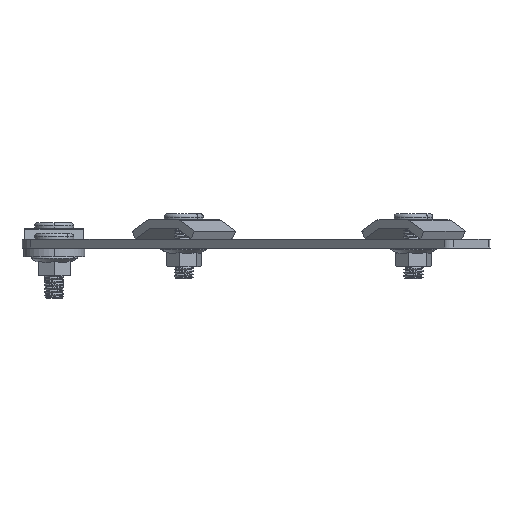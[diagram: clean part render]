
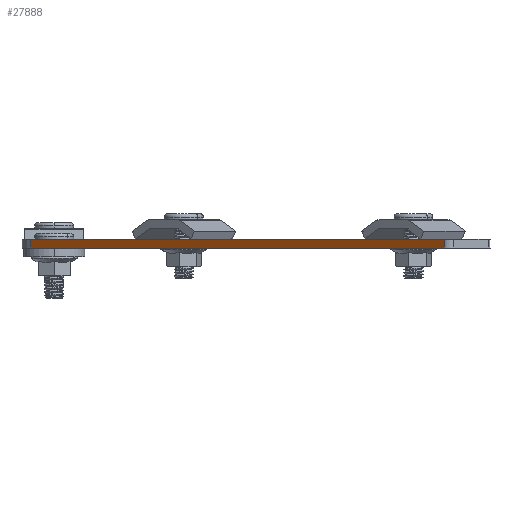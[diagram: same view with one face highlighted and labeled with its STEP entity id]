
A CAD part, left-side view. The second image highlights one B-rep face of the part: STEP entity #27888.
In plain terms, the highlighted planar face has unit normal (-0.707, 0.707, 0).
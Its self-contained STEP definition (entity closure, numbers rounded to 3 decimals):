
#344 = CARTESIAN_POINT ( 'NONE',  ( -219.343, -120.208, 1.375 ) ) ;
#584 = CARTESIAN_POINT ( 'NONE',  ( -91.993, 7.142, 4.125 ) ) ;
#1080 = CARTESIAN_POINT ( 'NONE',  ( -219.343, -120.208, 4.125 ) ) ;
#1133 = DIRECTION ( 'NONE',  ( -0.707, -0.707, 0. ) ) ;
#2800 = DIRECTION ( 'NONE',  ( 0.707, -0.707, 0. ) ) ;
#3302 = PLANE ( 'NONE',  #15321 ) ;
#3625 = EDGE_CURVE ( 'NONE', #22344, #7594, #26552, .T. ) ;
#4252 = VECTOR ( 'NONE', #1133, 1000. ) ;
#5525 = DIRECTION ( 'NONE',  ( -0.707, -0.707, 0. ) ) ;
#5653 = ORIENTED_EDGE ( 'NONE', *, *, #12166, .T. ) ;
#7594 = VERTEX_POINT ( 'NONE', #22859 ) ;
#8873 = EDGE_CURVE ( 'NONE', #17036, #19057, #13032, .T. ) ;
#9557 = VECTOR ( 'NONE', #21000, 1000. ) ;
#10108 = VECTOR ( 'NONE', #11103, 1000. ) ;
#11103 = DIRECTION ( 'NONE',  ( 0., 0., -1. ) ) ;
#11139 = ORIENTED_EDGE ( 'NONE', *, *, #8873, .T. ) ;
#12166 = EDGE_CURVE ( 'NONE', #22344, #17036, #23654, .T. ) ;
#13032 = LINE ( 'NONE', #344, #26066 ) ;
#13470 = CARTESIAN_POINT ( 'NONE',  ( -219.343, -120.208, 4.125 ) ) ;
#13953 = CARTESIAN_POINT ( 'NONE',  ( -91.993, 7.142, 1.375 ) ) ;
#13958 = EDGE_CURVE ( 'NONE', #7594, #19057, #23978, .T. ) ;
#14638 = CARTESIAN_POINT ( 'NONE',  ( -219.343, -120.208, 1.375 ) ) ;
#15321 = AXIS2_PLACEMENT_3D ( 'NONE', #13470, #2800, #21028 ) ;
#16250 = ORIENTED_EDGE ( 'NONE', *, *, #13958, .F. ) ;
#17036 = VERTEX_POINT ( 'NONE', #13953 ) ;
#17857 = ORIENTED_EDGE ( 'NONE', *, *, #3625, .F. ) ;
#19057 = VERTEX_POINT ( 'NONE', #14638 ) ;
#21000 = DIRECTION ( 'NONE',  ( 0., 0., -1. ) ) ;
#21028 = DIRECTION ( 'NONE',  ( 0.707, 0.707, 0. ) ) ;
#21201 = CARTESIAN_POINT ( 'NONE',  ( -219.343, -120.208, 4.125 ) ) ;
#22344 = VERTEX_POINT ( 'NONE', #28523 ) ;
#22609 = EDGE_LOOP ( 'NONE', ( #11139, #16250, #17857, #5653 ) ) ;
#22859 = CARTESIAN_POINT ( 'NONE',  ( -219.343, -120.208, 4.125 ) ) ;
#23654 = LINE ( 'NONE', #584, #9557 ) ;
#23978 = LINE ( 'NONE', #1080, #10108 ) ;
#25696 = FACE_OUTER_BOUND ( 'NONE', #22609, .T. ) ;
#26066 = VECTOR ( 'NONE', #5525, 1000. ) ;
#26552 = LINE ( 'NONE', #21201, #4252 ) ;
#27888 = ADVANCED_FACE ( 'NONE', ( #25696 ), #3302, .F. ) ;
#28523 = CARTESIAN_POINT ( 'NONE',  ( -91.993, 7.142, 4.125 ) ) ;
